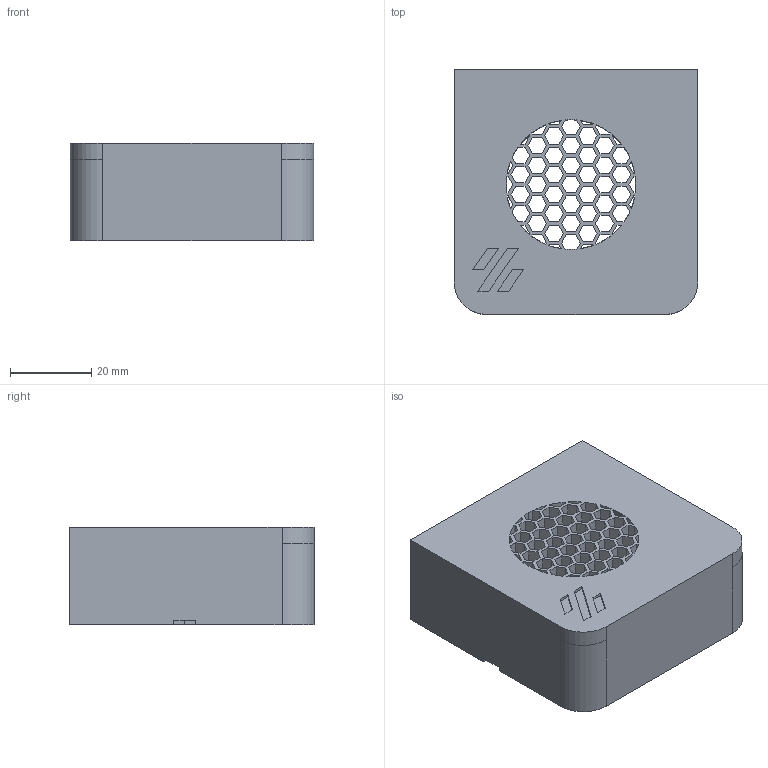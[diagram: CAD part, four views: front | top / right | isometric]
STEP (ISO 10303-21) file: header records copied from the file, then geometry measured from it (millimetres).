
FILE_DESCRIPTION (( 'STEP AP214' ), '1' );
FILE_NAME ('Fan Cover-0.7.STEP', '2023-07-04T22:58:14', ( '' ), ( '' ), 'SwSTEP 2.0', 'SolidWorks 2022', '' );
FILE_SCHEMA (( 'AUTOMOTIVE_DESIGN' ));
Length unit declared in the file: millimetre
Products named in the file (1): Fan Cover-0.7
Bounding box: 60.1 x 60.4 x 24 mm (x, y, z)
Volume: 25378.2 mm3; surface area: 17591.2 mm2
Topology: 1 solids, 1 shells, 349 faces, 1097 edges, 732 vertices
Faces by surface type: plane 319, cylinder 25, bspline 5
Entity records: 12336 total; most frequent: CARTESIAN_POINT 2290, ORIENTED_EDGE 2194, DIRECTION 1879, EDGE_CURVE 1097, LINE 989, VECTOR 989, VERTEX_POINT 732, AXIS2_PLACEMENT_3D 445
